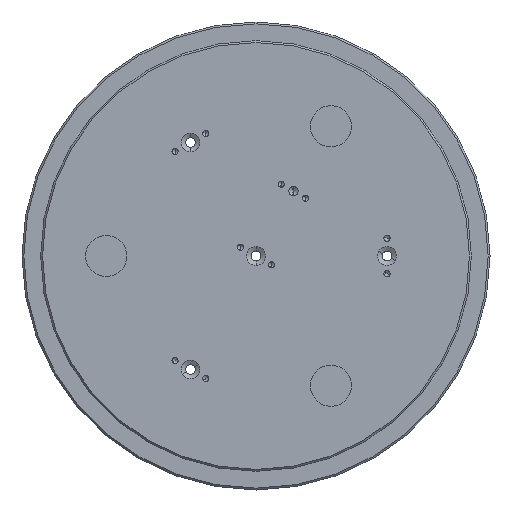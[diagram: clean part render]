
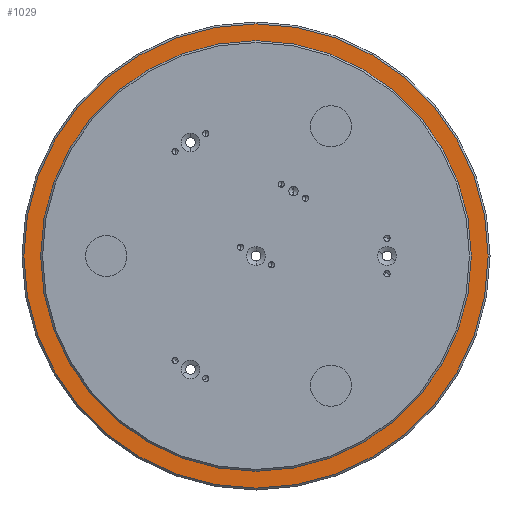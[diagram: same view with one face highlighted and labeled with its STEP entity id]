
A CAD part, front view. The second image highlights one B-rep face of the part: STEP entity #1029.
In plain terms, the highlighted planar face has unit normal (0, -1, 0).
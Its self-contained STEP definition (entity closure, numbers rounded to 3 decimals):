
#58 = AXIS2_PLACEMENT_3D ( 'NONE', #3193, #4193, #3240 ) ;
#114 = CIRCLE ( 'NONE', #331, 124. ) ;
#189 = PLANE ( 'NONE',  #482 ) ;
#331 = AXIS2_PLACEMENT_3D ( 'NONE', #3773, #2440, #1056 ) ;
#430 = VERTEX_POINT ( 'NONE', #4065 ) ;
#482 = AXIS2_PLACEMENT_3D ( 'NONE', #3007, #4420, #1322 ) ;
#570 = EDGE_LOOP ( 'NONE', ( #1882, #3991 ) ) ;
#710 = DIRECTION ( 'NONE',  ( 0., 0., -1. ) ) ;
#1029 = ADVANCED_FACE ( 'NONE', ( #1306, #3027 ), #189, .T. ) ;
#1051 = DIRECTION ( 'NONE',  ( 0., -1., 0. ) ) ;
#1056 = DIRECTION ( 'NONE',  ( 0., 0., -1. ) ) ;
#1283 = VERTEX_POINT ( 'NONE', #1826 ) ;
#1306 = FACE_OUTER_BOUND ( 'NONE', #570, .T. ) ;
#1322 = DIRECTION ( 'NONE',  ( 0., 0., -1. ) ) ;
#1361 = CIRCLE ( 'NONE', #3251, 115. ) ;
#1382 = ORIENTED_EDGE ( 'NONE', *, *, #4358, .F. ) ;
#1620 = ORIENTED_EDGE ( 'NONE', *, *, #3412, .F. ) ;
#1760 = DIRECTION ( 'NONE',  ( 0., -1., 0. ) ) ;
#1826 = CARTESIAN_POINT ( 'NONE',  ( 0., 30., -124. ) ) ;
#1882 = ORIENTED_EDGE ( 'NONE', *, *, #3865, .T. ) ;
#2172 = VERTEX_POINT ( 'NONE', #3187 ) ;
#2298 = CARTESIAN_POINT ( 'NONE',  ( 0., 30., -115. ) ) ;
#2312 = EDGE_LOOP ( 'NONE', ( #1620, #1382 ) ) ;
#2440 = DIRECTION ( 'NONE',  ( 0., -1., 0. ) ) ;
#2446 = CIRCLE ( 'NONE', #3607, 115. ) ;
#2549 = EDGE_CURVE ( 'NONE', #1283, #2172, #114, .T. ) ;
#2742 = CARTESIAN_POINT ( 'NONE',  ( 0., 30., 0. ) ) ;
#3007 = CARTESIAN_POINT ( 'NONE',  ( 0., 30., 0. ) ) ;
#3027 = FACE_BOUND ( 'NONE', #2312, .T. ) ;
#3187 = CARTESIAN_POINT ( 'NONE',  ( 0., 30., 124. ) ) ;
#3193 = CARTESIAN_POINT ( 'NONE',  ( 0., 30., 0. ) ) ;
#3240 = DIRECTION ( 'NONE',  ( 0., 0., -1. ) ) ;
#3251 = AXIS2_PLACEMENT_3D ( 'NONE', #3748, #1760, #710 ) ;
#3326 = CIRCLE ( 'NONE', #58, 124. ) ;
#3412 = EDGE_CURVE ( 'NONE', #3640, #430, #2446, .T. ) ;
#3607 = AXIS2_PLACEMENT_3D ( 'NONE', #2742, #1051, #3813 ) ;
#3640 = VERTEX_POINT ( 'NONE', #2298 ) ;
#3748 = CARTESIAN_POINT ( 'NONE',  ( 0., 30., 0. ) ) ;
#3773 = CARTESIAN_POINT ( 'NONE',  ( 0., 30., 0. ) ) ;
#3813 = DIRECTION ( 'NONE',  ( 0., 0., -1. ) ) ;
#3865 = EDGE_CURVE ( 'NONE', #2172, #1283, #3326, .T. ) ;
#3991 = ORIENTED_EDGE ( 'NONE', *, *, #2549, .T. ) ;
#4065 = CARTESIAN_POINT ( 'NONE',  ( 0., 30., 115. ) ) ;
#4193 = DIRECTION ( 'NONE',  ( 0., -1., 0. ) ) ;
#4358 = EDGE_CURVE ( 'NONE', #430, #3640, #1361, .T. ) ;
#4420 = DIRECTION ( 'NONE',  ( 0., -1., 0. ) ) ;
